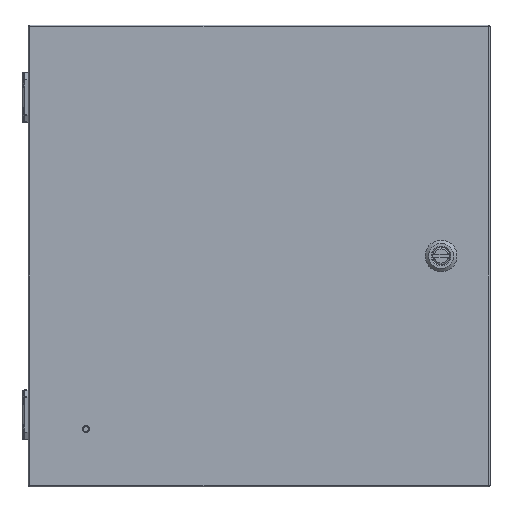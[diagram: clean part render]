
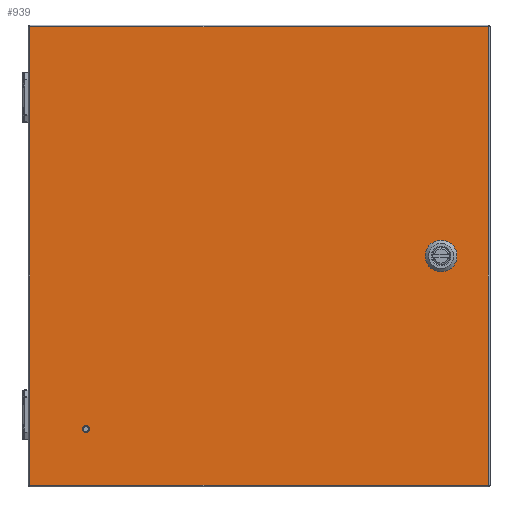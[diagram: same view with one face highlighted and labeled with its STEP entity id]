
A CAD part, top view. The second image highlights one B-rep face of the part: STEP entity #939.
In plain terms, the highlighted planar face has unit normal (0, 0, 1).
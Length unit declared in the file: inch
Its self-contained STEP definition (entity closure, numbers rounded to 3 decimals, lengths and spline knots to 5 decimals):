
#939 = ADVANCED_FACE ( 'NONE', ( #48370, #75358, #14869 ), #26809, .T. ) ;
#1665 = DIRECTION ( 'NONE',  ( 0., 0., 1. ) ) ;
#2048 = VERTEX_POINT ( 'NONE', #31945 ) ;
#2775 = VERTEX_POINT ( 'NONE', #50085 ) ;
#4044 = ORIENTED_EDGE ( 'NONE', *, *, #8906, .F. ) ;
#4372 = VECTOR ( 'NONE', #45502, 39.37008 ) ;
#4523 = VECTOR ( 'NONE', #78852, 39.37008 ) ;
#5029 = VERTEX_POINT ( 'NONE', #56212 ) ;
#5037 = VECTOR ( 'NONE', #75409, 39.37008 ) ;
#5113 = CARTESIAN_POINT ( 'NONE',  ( 8.145, 8.1277, 6.107 ) ) ;
#5982 = ORIENTED_EDGE ( 'NONE', *, *, #25557, .T. ) ;
#7063 = CARTESIAN_POINT ( 'NONE',  ( 6.27342, -0.3959, 6.107 ) ) ;
#7940 = CARTESIAN_POINT ( 'NONE',  ( -8.1102, -8.1275, 6.107 ) ) ;
#8206 = DIRECTION ( 'NONE',  ( 0., 0., 1. ) ) ;
#8460 = CARTESIAN_POINT ( 'NONE',  ( 6.076, -0.19848, 6.107 ) ) ;
#8570 = EDGE_LOOP ( 'NONE', ( #4044, #47833, #51562, #83179, #65871, #61416, #17104, #73486 ) ) ;
#8906 = EDGE_CURVE ( 'NONE', #79214, #75501, #23469, .T. ) ;
#14282 = CARTESIAN_POINT ( 'NONE',  ( 8.205, -8.1275, 6.107 ) ) ;
#14385 = CARTESIAN_POINT ( 'NONE',  ( 6.868, 0.19868, 6.107 ) ) ;
#14482 = CARTESIAN_POINT ( 'NONE',  ( -8.1702, 8.1277, 6.107 ) ) ;
#14869 = FACE_OUTER_BOUND ( 'NONE', #81152, .T. ) ;
#15333 = DIRECTION ( 'NONE',  ( 0., -1., 0. ) ) ;
#15553 = CIRCLE ( 'NONE', #19804, 0.09655 ) ;
#15671 = DIRECTION ( 'NONE',  ( 0., -1., 0. ) ) ;
#16120 = ORIENTED_EDGE ( 'NONE', *, *, #44441, .F. ) ;
#16208 = DIRECTION ( 'NONE',  ( -1., 0., 0. ) ) ;
#17104 = ORIENTED_EDGE ( 'NONE', *, *, #65068, .F. ) ;
#18116 = DIRECTION ( 'NONE',  ( -1., 0., 0. ) ) ;
#18428 = AXIS2_PLACEMENT_3D ( 'NONE', #43894, #82863, #16208 ) ;
#19804 = AXIS2_PLACEMENT_3D ( 'NONE', #37970, #72448, #78679 ) ;
#20006 = EDGE_CURVE ( 'NONE', #38315, #2048, #41736, .T. ) ;
#22132 = AXIS2_PLACEMENT_3D ( 'NONE', #52758, #66484, #79764 ) ;
#23469 = CIRCLE ( 'NONE', #57242, 0.443 ) ;
#24384 = VERTEX_POINT ( 'NONE', #41628 ) ;
#24726 = CARTESIAN_POINT ( 'NONE',  ( -2.9827, 0.3961, 6.107 ) ) ;
#25557 = EDGE_CURVE ( 'NONE', #59195, #2775, #67911, .T. ) ;
#25560 = VECTOR ( 'NONE', #15671, 39.37008 ) ;
#26809 = PLANE ( 'NONE',  #30401 ) ;
#26832 = CIRCLE ( 'NONE', #18428, 0.443 ) ;
#27269 = CARTESIAN_POINT ( 'NONE',  ( -8.1102, -8.1875, 6.107 ) ) ;
#30401 = AXIS2_PLACEMENT_3D ( 'NONE', #55375, #8206, #69995 ) ;
#31945 = CARTESIAN_POINT ( 'NONE',  ( 6.67058, 0.3961, 6.107 ) ) ;
#32728 = CARTESIAN_POINT ( 'NONE',  ( 6.472, 0.0001, 6.107 ) ) ;
#34194 = CARTESIAN_POINT ( 'NONE',  ( 6.868, 3.0001, 6.107 ) ) ;
#35074 = AXIS2_PLACEMENT_3D ( 'NONE', #35273, #1665, #62610 ) ;
#35273 = CARTESIAN_POINT ( 'NONE',  ( 6.472, 0.0001, 6.107 ) ) ;
#36874 = EDGE_LOOP ( 'NONE', ( #16120 ) ) ;
#37802 = CIRCLE ( 'NONE', #35074, 0.443 ) ;
#37970 = CARTESIAN_POINT ( 'NONE',  ( -6.1222, -6.1395, 6.107 ) ) ;
#38032 = EDGE_CURVE ( 'NONE', #81135, #5029, #61428, .T. ) ;
#38315 = VERTEX_POINT ( 'NONE', #14385 ) ;
#40258 = VERTEX_POINT ( 'NONE', #73875 ) ;
#41628 = CARTESIAN_POINT ( 'NONE',  ( 6.67058, -0.3959, 6.107 ) ) ;
#41736 = CIRCLE ( 'NONE', #22132, 0.443 ) ;
#43894 = CARTESIAN_POINT ( 'NONE',  ( 6.472, 0.0001, 6.107 ) ) ;
#44441 = EDGE_CURVE ( 'NONE', #40258, #40258, #15553, .T. ) ;
#44649 = LINE ( 'NONE', #85388, #4372 ) ;
#45502 = DIRECTION ( 'NONE',  ( 0., 1., 0. ) ) ;
#46063 = EDGE_CURVE ( 'NONE', #2775, #81135, #54099, .T. ) ;
#46402 = CARTESIAN_POINT ( 'NONE',  ( 6.076, 0.19868, 6.107 ) ) ;
#47833 = ORIENTED_EDGE ( 'NONE', *, *, #67221, .F. ) ;
#48370 = FACE_BOUND ( 'NONE', #8570, .T. ) ;
#50085 = CARTESIAN_POINT ( 'NONE',  ( -8.1102, 8.1277, 6.107 ) ) ;
#50114 = LINE ( 'NONE', #70465, #4523 ) ;
#51562 = ORIENTED_EDGE ( 'NONE', *, *, #20006, .F. ) ;
#52758 = CARTESIAN_POINT ( 'NONE',  ( 6.472, 0.0001, 6.107 ) ) ;
#53578 = VECTOR ( 'NONE', #15333, 39.37008 ) ;
#54099 = LINE ( 'NONE', #27269, #25560 ) ;
#54445 = EDGE_CURVE ( 'NONE', #24384, #63512, #26832, .T. ) ;
#54482 = EDGE_CURVE ( 'NONE', #75501, #80807, #63365, .T. ) ;
#55275 = EDGE_CURVE ( 'NONE', #5029, #59195, #44649, .T. ) ;
#55375 = CARTESIAN_POINT ( 'NONE',  ( -2.9827, 3.0001, 6.107 ) ) ;
#56212 = CARTESIAN_POINT ( 'NONE',  ( 8.145, -8.1275, 6.107 ) ) ;
#56581 = CARTESIAN_POINT ( 'NONE',  ( 6.27342, 0.3961, 6.107 ) ) ;
#57242 = AXIS2_PLACEMENT_3D ( 'NONE', #32728, #59599, #86645 ) ;
#59195 = VERTEX_POINT ( 'NONE', #5113 ) ;
#59599 = DIRECTION ( 'NONE',  ( 0., 0., 1. ) ) ;
#61416 = ORIENTED_EDGE ( 'NONE', *, *, #74108, .F. ) ;
#61428 = LINE ( 'NONE', #14282, #70135 ) ;
#62610 = DIRECTION ( 'NONE',  ( -1., 0., 0. ) ) ;
#62740 = DIRECTION ( 'NONE',  ( 1., 0., 0. ) ) ;
#63365 = LINE ( 'NONE', #63799, #53578 ) ;
#63512 = VERTEX_POINT ( 'NONE', #83490 ) ;
#63799 = CARTESIAN_POINT ( 'NONE',  ( 6.076, 3.0001, 6.107 ) ) ;
#65068 = EDGE_CURVE ( 'NONE', #80807, #71780, #37802, .T. ) ;
#65871 = ORIENTED_EDGE ( 'NONE', *, *, #54445, .F. ) ;
#66484 = DIRECTION ( 'NONE',  ( 0., 0., 1. ) ) ;
#66873 = DIRECTION ( 'NONE',  ( 0., 1., 0. ) ) ;
#67221 = EDGE_CURVE ( 'NONE', #2048, #79214, #78982, .T. ) ;
#67608 = ORIENTED_EDGE ( 'NONE', *, *, #55275, .T. ) ;
#67911 = LINE ( 'NONE', #14482, #5037 ) ;
#68205 = EDGE_CURVE ( 'NONE', #63512, #38315, #80592, .T. ) ;
#69995 = DIRECTION ( 'NONE',  ( -1., 0., 0. ) ) ;
#70135 = VECTOR ( 'NONE', #62740, 39.37008 ) ;
#70465 = CARTESIAN_POINT ( 'NONE',  ( -2.9827, -0.3959, 6.107 ) ) ;
#71780 = VERTEX_POINT ( 'NONE', #7063 ) ;
#71926 = ORIENTED_EDGE ( 'NONE', *, *, #46063, .T. ) ;
#72448 = DIRECTION ( 'NONE',  ( 0., 0., 1. ) ) ;
#73486 = ORIENTED_EDGE ( 'NONE', *, *, #54482, .F. ) ;
#73875 = CARTESIAN_POINT ( 'NONE',  ( -6.21875, -6.1395, 6.107 ) ) ;
#74108 = EDGE_CURVE ( 'NONE', #71780, #24384, #50114, .T. ) ;
#75358 = FACE_BOUND ( 'NONE', #36874, .T. ) ;
#75409 = DIRECTION ( 'NONE',  ( -1., 0., 0. ) ) ;
#75501 = VERTEX_POINT ( 'NONE', #46402 ) ;
#78679 = DIRECTION ( 'NONE',  ( -1., 0., 0. ) ) ;
#78852 = DIRECTION ( 'NONE',  ( 1., 0., 0. ) ) ;
#78982 = LINE ( 'NONE', #24726, #80644 ) ;
#79214 = VERTEX_POINT ( 'NONE', #56581 ) ;
#79764 = DIRECTION ( 'NONE',  ( -1., 0., 0. ) ) ;
#80592 = LINE ( 'NONE', #34194, #80638 ) ;
#80638 = VECTOR ( 'NONE', #66873, 39.37008 ) ;
#80644 = VECTOR ( 'NONE', #18116, 39.37008 ) ;
#80807 = VERTEX_POINT ( 'NONE', #8460 ) ;
#81135 = VERTEX_POINT ( 'NONE', #7940 ) ;
#81152 = EDGE_LOOP ( 'NONE', ( #83510, #67608, #5982, #71926 ) ) ;
#82863 = DIRECTION ( 'NONE',  ( 0., 0., 1. ) ) ;
#83179 = ORIENTED_EDGE ( 'NONE', *, *, #68205, .F. ) ;
#83490 = CARTESIAN_POINT ( 'NONE',  ( 6.868, -0.19848, 6.107 ) ) ;
#83510 = ORIENTED_EDGE ( 'NONE', *, *, #38032, .T. ) ;
#85388 = CARTESIAN_POINT ( 'NONE',  ( 8.145, 8.1877, 6.107 ) ) ;
#86645 = DIRECTION ( 'NONE',  ( -1., 0., 0. ) ) ;
